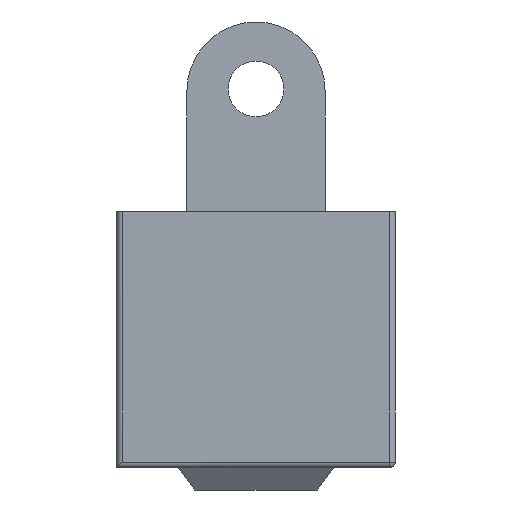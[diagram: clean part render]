
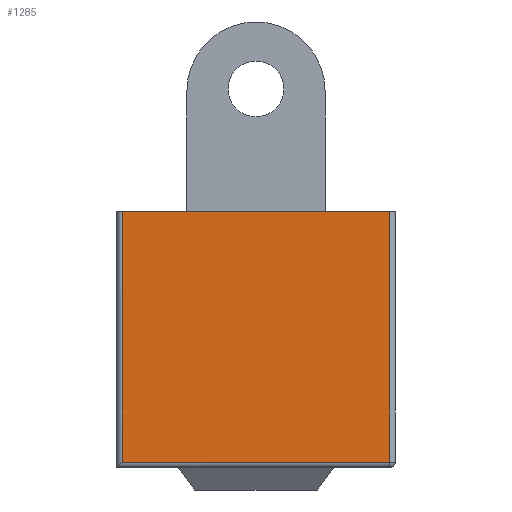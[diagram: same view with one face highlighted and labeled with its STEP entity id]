
A CAD part, left-side view. The second image highlights one B-rep face of the part: STEP entity #1285.
In plain terms, the highlighted planar face has unit normal (-1, 0, 0).
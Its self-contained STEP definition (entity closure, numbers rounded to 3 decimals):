
#59 = CARTESIAN_POINT ( 'NONE',  ( -26.081, 15.574, 35.113 ) ) ;
#64 = PLANE ( 'NONE',  #464 ) ;
#102 = ORIENTED_EDGE ( 'NONE', *, *, #1798, .T. ) ;
#134 = DIRECTION ( 'NONE',  ( 0., -1., 0. ) ) ;
#352 = DIRECTION ( 'NONE',  ( 0., 0., -1. ) ) ;
#361 = CARTESIAN_POINT ( 'NONE',  ( -26.081, 27.574, 35.113 ) ) ;
#371 = DIRECTION ( 'NONE',  ( 1., 0., 0. ) ) ;
#376 = DIRECTION ( 'NONE',  ( 0., 0., -1. ) ) ;
#442 = EDGE_CURVE ( 'NONE', #1779, #950, #1365, .T. ) ;
#453 = FACE_OUTER_BOUND ( 'NONE', #669, .T. ) ;
#464 = AXIS2_PLACEMENT_3D ( 'NONE', #1001, #371, #376 ) ;
#579 = LINE ( 'NONE', #361, #1563 ) ;
#588 = ORIENTED_EDGE ( 'NONE', *, *, #1624, .T. ) ;
#669 = EDGE_LOOP ( 'NONE', ( #2245, #1144, #102, #588 ) ) ;
#918 = DIRECTION ( 'NONE',  ( 0., -1., 0. ) ) ;
#927 = CARTESIAN_POINT ( 'NONE',  ( -26.081, 15.324, 35.113 ) ) ;
#950 = VERTEX_POINT ( 'NONE', #1158 ) ;
#962 = VECTOR ( 'NONE', #918, 1000. ) ;
#1001 = CARTESIAN_POINT ( 'NONE',  ( -26.081, 15.324, 35.113 ) ) ;
#1030 = DIRECTION ( 'NONE',  ( 0., 0., 1. ) ) ;
#1144 = ORIENTED_EDGE ( 'NONE', *, *, #1215, .T. ) ;
#1158 = CARTESIAN_POINT ( 'NONE',  ( -26.081, 15.574, 35.113 ) ) ;
#1215 = EDGE_CURVE ( 'NONE', #1779, #1345, #579, .T. ) ;
#1220 = LINE ( 'NONE', #59, #2266 ) ;
#1285 = ADVANCED_FACE ( 'NONE', ( #453 ), #64, .F. ) ;
#1345 = VERTEX_POINT ( 'NONE', #2130 ) ;
#1365 = LINE ( 'NONE', #927, #962 ) ;
#1502 = CARTESIAN_POINT ( 'NONE',  ( -26.081, 27.574, 35.113 ) ) ;
#1563 = VECTOR ( 'NONE', #352, 1000. ) ;
#1624 = EDGE_CURVE ( 'NONE', #2524, #950, #1220, .T. ) ;
#1779 = VERTEX_POINT ( 'NONE', #1502 ) ;
#1798 = EDGE_CURVE ( 'NONE', #1345, #2524, #1957, .T. ) ;
#1879 = CARTESIAN_POINT ( 'NONE',  ( -26.081, 15.574, 23.863 ) ) ;
#1957 = LINE ( 'NONE', #2273, #2416 ) ;
#2130 = CARTESIAN_POINT ( 'NONE',  ( -26.081, 27.574, 23.863 ) ) ;
#2245 = ORIENTED_EDGE ( 'NONE', *, *, #442, .F. ) ;
#2266 = VECTOR ( 'NONE', #1030, 1000. ) ;
#2273 = CARTESIAN_POINT ( 'NONE',  ( -26.081, 15.324, 23.863 ) ) ;
#2416 = VECTOR ( 'NONE', #134, 1000. ) ;
#2524 = VERTEX_POINT ( 'NONE', #1879 ) ;
